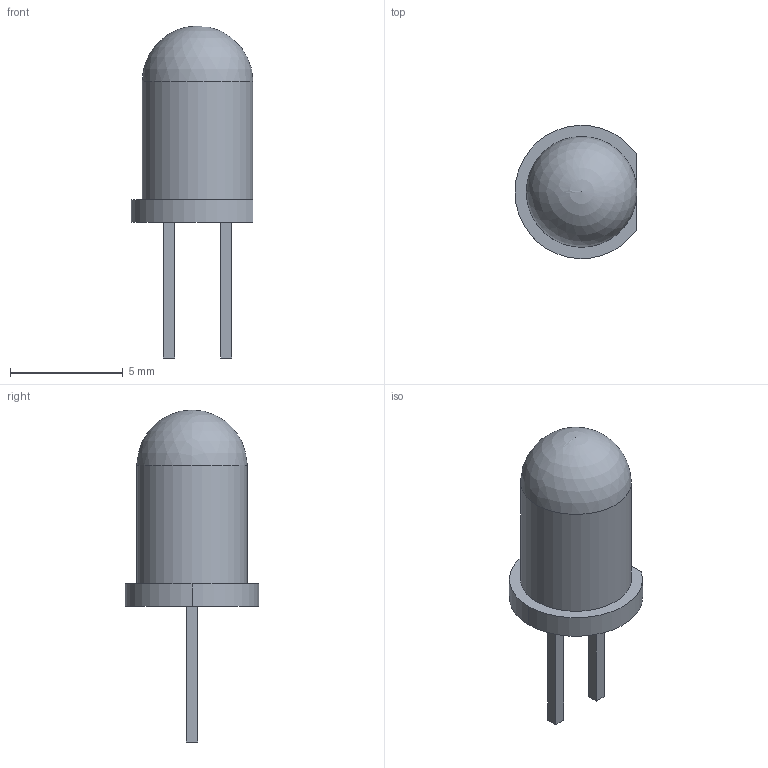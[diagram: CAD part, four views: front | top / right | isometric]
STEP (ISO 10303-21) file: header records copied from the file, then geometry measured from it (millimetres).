
FILE_DESCRIPTION(('FreeCAD Model'),'2;1');
FILE_NAME('LED_D5.0mm_ORANGE.step','2019-12-26T20:12:58',('Author'),(''), 'Open CASCADE STEP processor 7.3','FreeCAD','Unknown');
FILE_SCHEMA(('AUTOMOTIVE_DESIGN { 1 0 10303 214 1 1 1 1 }'));
Length unit declared in the file: millimetre
Products named in the file (4): Body; Extrude003; Extrude004; Pocket
Bounding box: 5.4 x 5.9 x 14.7 mm (x, y, z)
Volume: 315.1 mm3; surface area: 365.9 mm2
Topology: 4 solids, 4 shells, 26 faces, 60 edges, 38 vertices
Faces by surface type: plane 18, cylinder 6, sphere 2
Full cylindrical faces by diameter (mm): 4.9 x2
Entity records: 1472 total; most frequent: CARTESIAN_POINT 229, DIRECTION 228, LINE 130, VECTOR 130, ORIENTED_EDGE 108, PCURVE 108, DEFINITIONAL_REPRESENTATION 108, EDGE_CURVE 54
